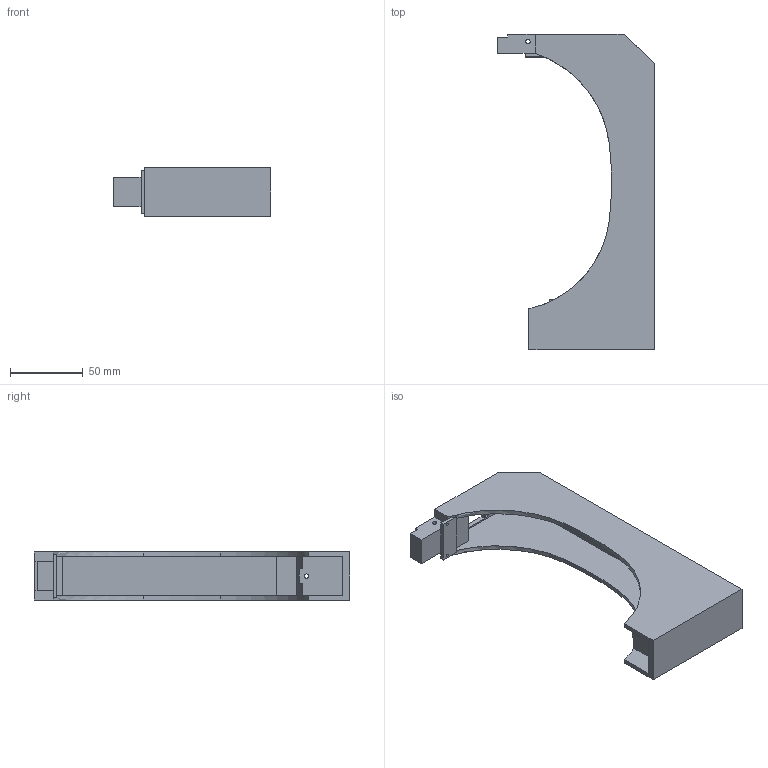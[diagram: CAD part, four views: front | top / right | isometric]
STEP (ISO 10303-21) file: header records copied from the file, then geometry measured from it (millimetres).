
FILE_DESCRIPTION (( 'STEP AP203' ), '1' );
FILE_NAME ('Itog.STEP', '2025-06-24T22:47:20', ( '' ), ( '' ), 'SwSTEP 2.0', 'SolidWorks 2023', '' );
FILE_SCHEMA (( 'CONFIG_CONTROL_DESIGN' ));
Length unit declared in the file: millimetre
Products named in the file (1): Itog
Bounding box: 108 x 216.4 x 33 mm (x, y, z)
Volume: 129793.4 mm3; surface area: 65743.9 mm2
Topology: 1 solids, 1 shells, 82 faces, 233 edges, 154 vertices
Faces by surface type: plane 64, cylinder 18
Entity records: 2770 total; most frequent: CARTESIAN_POINT 470, ORIENTED_EDGE 466, DIRECTION 443, EDGE_CURVE 233, LINE 189, VECTOR 189, VERTEX_POINT 154, AXIS2_PLACEMENT_3D 127
